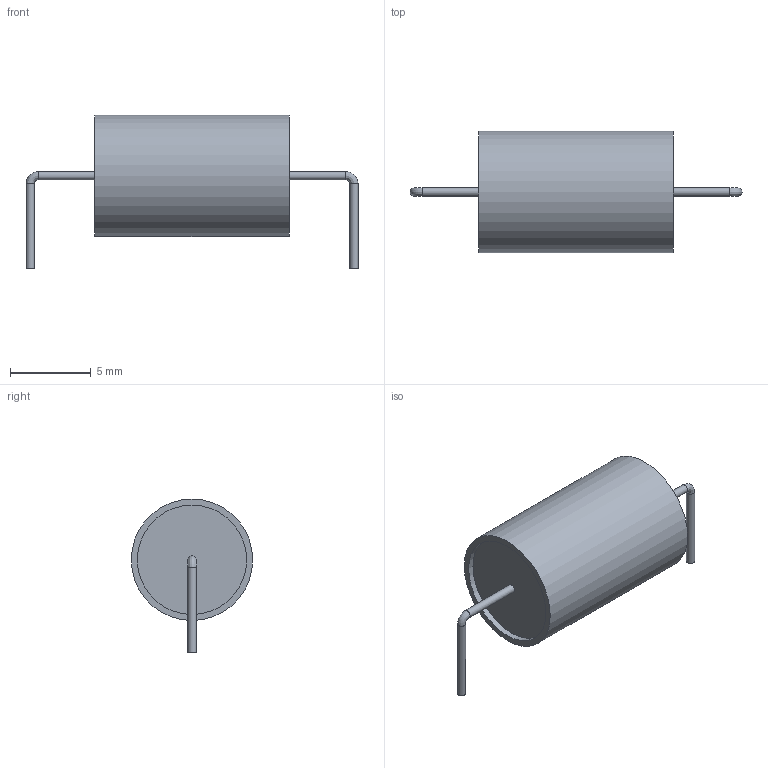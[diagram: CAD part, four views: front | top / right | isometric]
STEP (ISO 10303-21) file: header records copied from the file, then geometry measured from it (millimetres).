
FILE_DESCRIPTION(/* description */ ('model of C_Axial_L12.0mm_D7.5mm_P20.00mm_Horizontal'),/* implementation_level */ '2;1');
FILE_NAME(/* name */ 'C_Axial_L12.0mm_D7.5mm_P20.00mm_Horizontal.step',/* time_stamp */ '2017-07-20T00:44:02',/* author */ ('kicad StepUp','ksu'),/* organization */ ('FreeCAD'),/* preprocessor_version */ 'OCC',/* originating_system */ 'kicad StepUp',/* authorisation */ '');
FILE_SCHEMA(('AUTOMOTIVE_DESIGN_CC2 { 1 2 10303 214 -1 1 5 4 }'));
Length unit declared in the file: millimetre
Products named in the file (1): C_Axial_L120mm_D75mm_P2000mm_Horizontal
Bounding box: 20.5 x 7.5 x 9.5 mm (x, y, z)
Volume: 507.2 mm3; surface area: 418.1 mm2
Topology: 1 solids, 1 shells, 15 faces, 24 edges, 15 vertices
Faces by surface type: cylinder 7, plane 6, revolution 2
Full cylindrical faces by diameter (mm): 0.5 x4, 6.75 x2, 7.5 x1
Entity records: 297 total; most frequent: ORIENTED_EDGE 44, CARTESIAN_POINT 36, AXIS2_PLACEMENT_3D 25, EDGE_CURVE 24, FACE_BOUND 19, EDGE_LOOP 19, DIRECTION 18, CIRCLE 16
